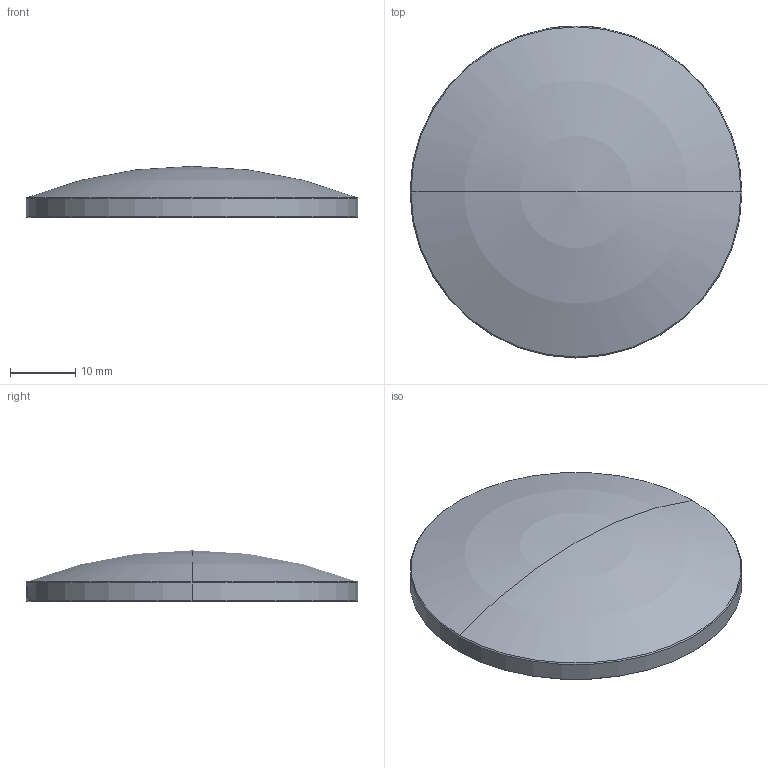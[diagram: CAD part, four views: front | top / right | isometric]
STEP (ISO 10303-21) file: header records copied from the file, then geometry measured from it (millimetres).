
FILE_DESCRIPTION (( 'STEP AP214' ), '1' );
FILE_NAME ('CTN017905-E0W.STEP', '2022-03-03T09:36:47', ( '' ), ( '' ), 'SwSTEP 2.0', 'SolidWorks 2018', '' );
FILE_SCHEMA (( 'AUTOMOTIVE_DESIGN' ));
Length unit declared in the file: millimetre
Products named in the file (1): CTN017905-E0W
Bounding box: 50.8 x 50.8 x 7.84 mm (x, y, z)
Volume: 11043.5 mm3; surface area: 4588.3 mm2
Topology: 1 solids, 1 shells, 24 faces, 111 edges, 102 vertices
Faces by surface type: cylinder 17, cone 4, torus 2, plane 1
Entity records: 2215 total; most frequent: CARTESIAN_POINT 1006, ORIENTED_EDGE 218, DIRECTION 153, EDGE_CURVE 109, VERTEX_POINT 102, AXIS2_PLACEMENT_3D 63, B_SPLINE_CURVE_WITH_KNOTS 44, EDGE_LOOP 39
